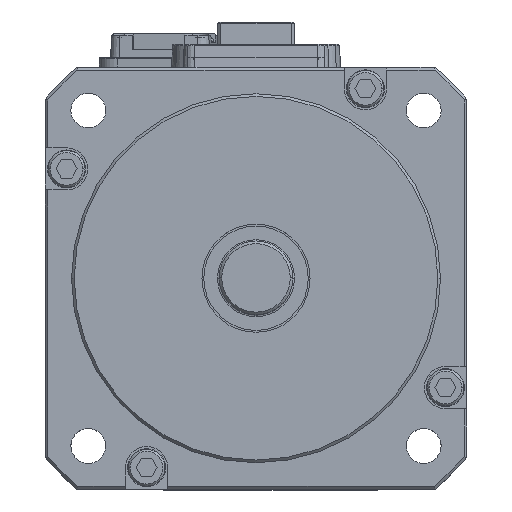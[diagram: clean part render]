
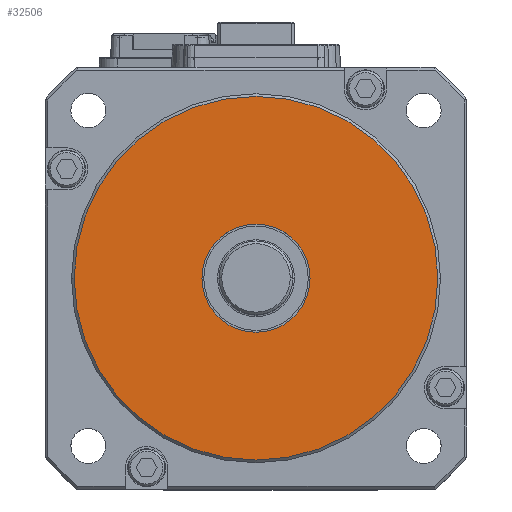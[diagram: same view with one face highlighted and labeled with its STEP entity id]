
A CAD part, top view. The second image highlights one B-rep face of the part: STEP entity #32506.
In plain terms, the highlighted planar face has unit normal (0, 0, 1).
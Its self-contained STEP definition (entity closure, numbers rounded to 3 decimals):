
#14340 = CARTESIAN_POINT ( 'NONE',  ( -10.25, 0., 41.5 ) ) ;
#14388 = CARTESIAN_POINT ( 'NONE',  ( 34.5, 0., 41.5 ) ) ;
#14391 = CARTESIAN_POINT ( 'NONE',  ( 10.25, 0., 41.5 ) ) ;
#14514 = CARTESIAN_POINT ( 'NONE',  ( -34.5, 0., 41.5 ) ) ;
#19818 = ORIENTED_EDGE ( 'NONE', *, *, #61776, .T. ) ;
#19835 = ORIENTED_EDGE ( 'NONE', *, *, #61899, .F. ) ;
#19856 = ORIENTED_EDGE ( 'NONE', *, *, #61618, .T. ) ;
#19899 = ORIENTED_EDGE ( 'NONE', *, *, #61553, .F. ) ;
#32506 = ADVANCED_FACE ( 'NONE', ( #87689, #87681 ), #87699, .T. ) ;
#58425 = AXIS2_PLACEMENT_3D ( 'NONE', #77018, #77032, #77019 ) ;
#58462 = CIRCLE ( 'NONE', #58425, 10.25 ) ;
#61553 = EDGE_CURVE ( 'NONE', #70432, #70422, #58462, .T. ) ;
#61618 = EDGE_CURVE ( 'NONE', #70427, #70468, #77785, .T. ) ;
#61776 = EDGE_CURVE ( 'NONE', #70468, #70427, #77985, .T. ) ;
#61899 = EDGE_CURVE ( 'NONE', #70422, #70432, #78088, .T. ) ;
#63311 = EDGE_LOOP ( 'NONE', ( #19899, #19835 ) ) ;
#63407 = EDGE_LOOP ( 'NONE', ( #19818, #19856 ) ) ;
#70422 = VERTEX_POINT ( 'NONE', #14391 ) ;
#70427 = VERTEX_POINT ( 'NONE', #14388 ) ;
#70432 = VERTEX_POINT ( 'NONE', #14340 ) ;
#70468 = VERTEX_POINT ( 'NONE', #14514 ) ;
#73230 = AXIS2_PLACEMENT_3D ( 'NONE', #87675, #87709, #87715 ) ;
#77018 = CARTESIAN_POINT ( 'NONE',  ( 0., 0., 41.5 ) ) ;
#77019 = DIRECTION ( 'NONE',  ( 1., 0., 0. ) ) ;
#77032 = DIRECTION ( 'NONE',  ( 0., 0., 1. ) ) ;
#77148 = DIRECTION ( 'NONE',  ( 0., 0., 1. ) ) ;
#77161 = CARTESIAN_POINT ( 'NONE',  ( 0., 0., 41.5 ) ) ;
#77184 = DIRECTION ( 'NONE',  ( 1., 0., 0. ) ) ;
#77382 = DIRECTION ( 'NONE',  ( 1., 0., 0. ) ) ;
#77400 = CARTESIAN_POINT ( 'NONE',  ( 0., 0., 41.5 ) ) ;
#77403 = DIRECTION ( 'NONE',  ( 0., 0., 1. ) ) ;
#77591 = DIRECTION ( 'NONE',  ( 0., 0., 1. ) ) ;
#77595 = CARTESIAN_POINT ( 'NONE',  ( 0., 0., 41.5 ) ) ;
#77599 = DIRECTION ( 'NONE',  ( 1., 0., 0. ) ) ;
#77785 = CIRCLE ( 'NONE', #77806, 34.5 ) ;
#77806 = AXIS2_PLACEMENT_3D ( 'NONE', #77161, #77148, #77184 ) ;
#77985 = CIRCLE ( 'NONE', #78049, 34.5 ) ;
#78049 = AXIS2_PLACEMENT_3D ( 'NONE', #77400, #77403, #77382 ) ;
#78086 = AXIS2_PLACEMENT_3D ( 'NONE', #77595, #77591, #77599 ) ;
#78088 = CIRCLE ( 'NONE', #78086, 10.25 ) ;
#87675 = CARTESIAN_POINT ( 'NONE',  ( 0., 0., 41.5 ) ) ;
#87681 = FACE_BOUND ( 'NONE', #63311, .T. ) ;
#87689 = FACE_OUTER_BOUND ( 'NONE', #63407, .T. ) ;
#87699 = PLANE ( 'NONE',  #73230 ) ;
#87709 = DIRECTION ( 'NONE',  ( 0., 0., 1. ) ) ;
#87715 = DIRECTION ( 'NONE',  ( 1., 0., 0. ) ) ;
